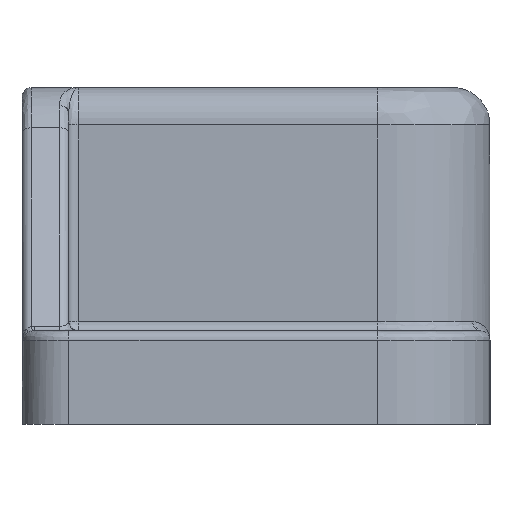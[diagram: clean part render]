
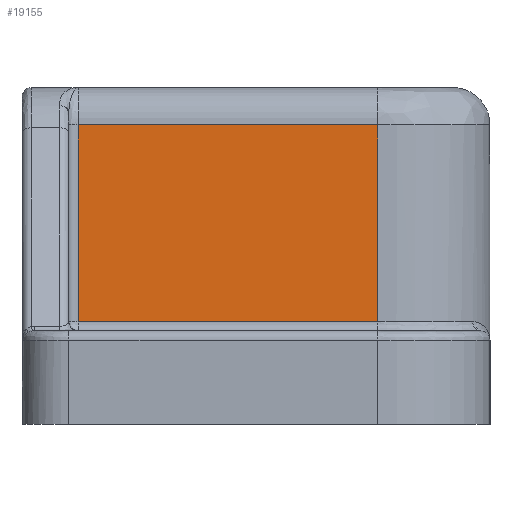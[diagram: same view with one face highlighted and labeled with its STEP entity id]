
A CAD part, left-side view. The second image highlights one B-rep face of the part: STEP entity #19155.
In plain terms, the highlighted planar face has unit normal (-1, 0, 0).
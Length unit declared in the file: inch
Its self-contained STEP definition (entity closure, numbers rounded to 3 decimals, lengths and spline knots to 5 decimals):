
#1954 = DIRECTION ( 'NONE',  ( 0., 0., -1. ) ) ;
#2033 = LINE ( 'NONE', #8706, #23904 ) ;
#2070 = VERTEX_POINT ( 'NONE', #8559 ) ;
#2240 = CARTESIAN_POINT ( 'NONE',  ( 0.3937, -0.94488, -1.16857 ) ) ;
#2315 = CARTESIAN_POINT ( 'NONE',  ( 0.3937, -0.94488, 0.21654 ) ) ;
#3506 = CARTESIAN_POINT ( 'NONE',  ( 0.3937, -0.94488, 0.62992 ) ) ;
#6565 = PLANE ( 'NONE',  #25375 ) ;
#8493 = CARTESIAN_POINT ( 'NONE',  ( 0.3937, -0.31496, -1.16857 ) ) ;
#8559 = CARTESIAN_POINT ( 'NONE',  ( 0.3937, -0.31496, 0.21654 ) ) ;
#8706 = CARTESIAN_POINT ( 'NONE',  ( 0.3937, -0.94488, 0.21654 ) ) ;
#8714 = EDGE_LOOP ( 'NONE', ( #10059, #24142, #19761, #12043 ) ) ;
#9047 = CARTESIAN_POINT ( 'NONE',  ( 0.3937, -0.94488, 0.62992 ) ) ;
#10059 = ORIENTED_EDGE ( 'NONE', *, *, #10858, .F. ) ;
#10237 = VERTEX_POINT ( 'NONE', #20502 ) ;
#10549 = CARTESIAN_POINT ( 'NONE',  ( 0.3937, -0.94488, -1.16857 ) ) ;
#10858 = EDGE_CURVE ( 'NONE', #20564, #2070, #2033, .T. ) ;
#12043 = ORIENTED_EDGE ( 'NONE', *, *, #20395, .F. ) ;
#12822 = FACE_OUTER_BOUND ( 'NONE', #8714, .T. ) ;
#13580 = VECTOR ( 'NONE', #23674, 39.37008 ) ;
#14022 = DIRECTION ( 'NONE',  ( 0., -1., 0. ) ) ;
#16344 = EDGE_CURVE ( 'NONE', #19421, #20564, #17020, .T. ) ;
#16443 = LINE ( 'NONE', #3506, #22751 ) ;
#16546 = EDGE_CURVE ( 'NONE', #10237, #19421, #16443, .T. ) ;
#17020 = LINE ( 'NONE', #2240, #24193 ) ;
#19155 = ADVANCED_FACE ( 'NONE', ( #12822 ), #6565, .F. ) ;
#19421 = VERTEX_POINT ( 'NONE', #9047 ) ;
#19631 = DIRECTION ( 'NONE',  ( 1., 0., 0. ) ) ;
#19761 = ORIENTED_EDGE ( 'NONE', *, *, #16546, .F. ) ;
#20395 = EDGE_CURVE ( 'NONE', #2070, #10237, #27927, .T. ) ;
#20502 = CARTESIAN_POINT ( 'NONE',  ( 0.3937, -0.31496, 0.62992 ) ) ;
#20564 = VERTEX_POINT ( 'NONE', #2315 ) ;
#21207 = DIRECTION ( 'NONE',  ( 0., 0., -1. ) ) ;
#22751 = VECTOR ( 'NONE', #14022, 39.37008 ) ;
#23674 = DIRECTION ( 'NONE',  ( 0., 0., 1. ) ) ;
#23904 = VECTOR ( 'NONE', #25728, 39.37008 ) ;
#24142 = ORIENTED_EDGE ( 'NONE', *, *, #16344, .F. ) ;
#24193 = VECTOR ( 'NONE', #1954, 39.37008 ) ;
#25375 = AXIS2_PLACEMENT_3D ( 'NONE', #10549, #19631, #21207 ) ;
#25728 = DIRECTION ( 'NONE',  ( 0., 1., 0. ) ) ;
#27927 = LINE ( 'NONE', #8493, #13580 ) ;
